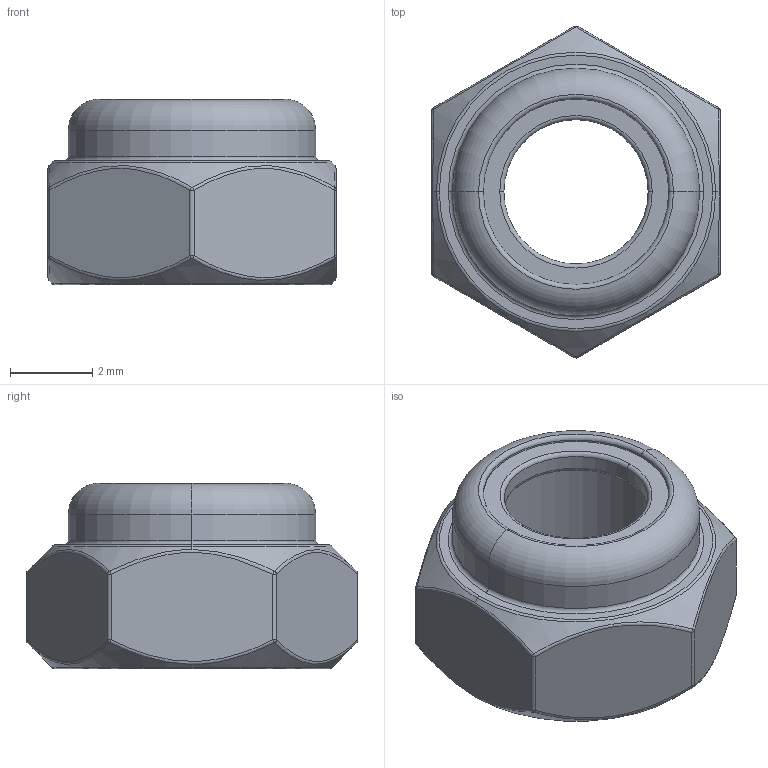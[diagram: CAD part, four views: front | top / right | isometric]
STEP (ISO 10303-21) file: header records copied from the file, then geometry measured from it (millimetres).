
FILE_DESCRIPTION (( 'STEP AP203' ), '1' );
FILE_NAME ('Moby-Ecrou frein-M4_Défaut_sldprt.STEP', '2019-11-01T12:17:43', ( '' ), ( '' ), 'SwSTEP 2.0', 'SolidWorks 2017', '' );
FILE_SCHEMA (( 'CONFIG_CONTROL_DESIGN' ));
Length unit declared in the file: millimetre
Products named in the file (1): Moby-Ecrou frein-M4_Défaut_sldprt
Bounding box: 7 x 8.05 x 4.49 mm (x, y, z)
Volume: 109.3 mm3; surface area: 202.9 mm2
Topology: 1 solids, 1 shells, 68 faces, 146 edges, 78 vertices
Faces by surface type: torus 16, cylinder 14, sphere 12, bspline 12, plane 10, cone 4
Entity records: 2397 total; most frequent: CARTESIAN_POINT 945, DIRECTION 310, ORIENTED_EDGE 276, AXIS2_PLACEMENT_3D 143, EDGE_CURVE 138, CIRCLE 86, VERTEX_POINT 74, EDGE_LOOP 72
